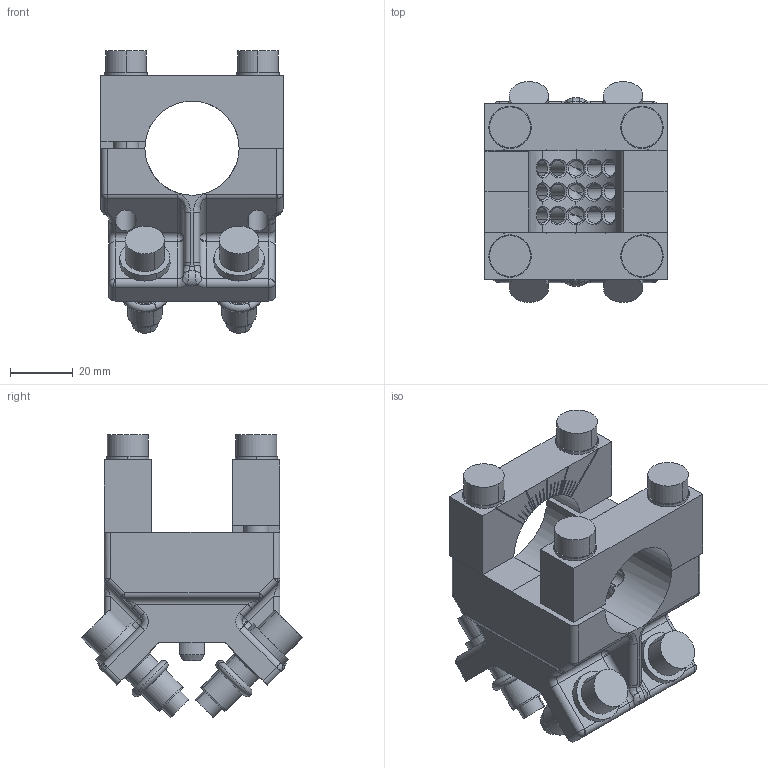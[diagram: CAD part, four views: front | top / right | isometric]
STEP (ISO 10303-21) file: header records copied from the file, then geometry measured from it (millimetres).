
FILE_DESCRIPTION(('CATIA V5 STEP'),'2;1');
FILE_NAME('AEGT105.stp','2018-07-13T01:34:04+00:00',('none'),('none'),'CATIA Version 5 Release 21 GA (IN-10)','CATIA V5 STEP AP214','none');
FILE_SCHEMA(('AUTOMOTIVE_DESIGN { 1 0 10303 214 1 1 1 1 }'));
Length unit declared in the file: millimetre
Products named in the file (1): AEGT105
Bounding box: 58 x 70.35 x 89.94 mm (x, y, z)
Volume: 128107.4 mm3; surface area: 51155.9 mm2
Topology: 17 solids, 17 shells, 612 faces, 1517 edges, 902 vertices
Faces by surface type: plane 226, cylinder 206, cone 70, bspline 56, sphere 30, torus 24
Entity records: 21931 total; most frequent: CARTESIAN_POINT 8802, ORIENTED_EDGE 2910, DIRECTION 2110, EDGE_CURVE 1455, AXIS2_PLACEMENT_3D 945, VERTEX_POINT 902, EDGE_LOOP 673, VECTOR 641
